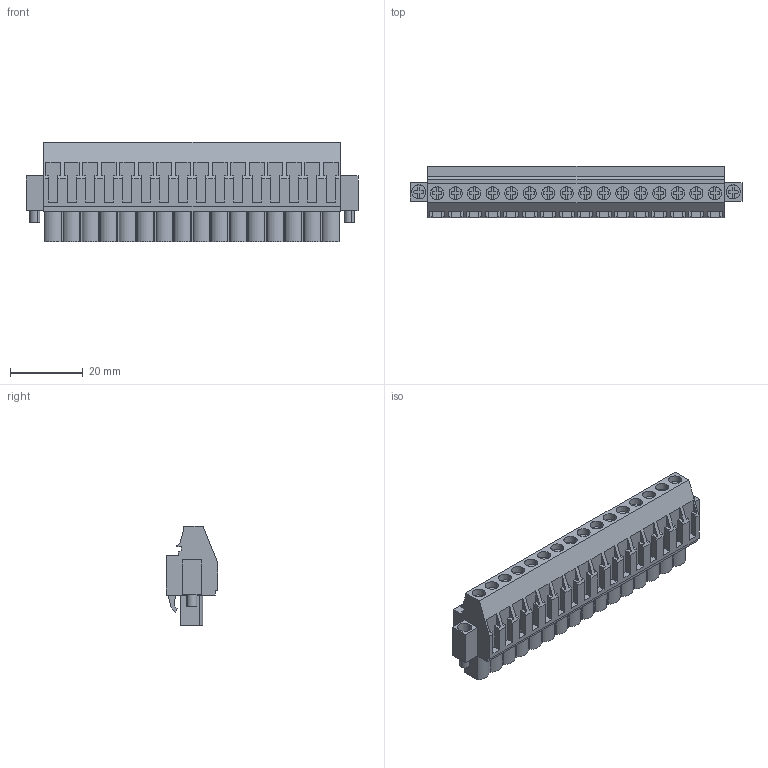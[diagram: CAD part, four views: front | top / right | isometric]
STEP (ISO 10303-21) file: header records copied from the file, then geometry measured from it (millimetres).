
FILE_DESCRIPTION(('CATIA V5 STEP','CAx-IF Rec.Pracs.--- Model Styling and Organization---1.2---2011-12-15'),'2;1');
FILE_NAME ('7246746_2_1950180000_1950180000.stp','2017-09-08T12:21:22+00:00',('none'),('Weidmueller'),'CATIA Version 5-6 Release 2014','CATIA V5 STEP AP214','none');
FILE_SCHEMA(('AUTOMOTIVE_DESIGN { 1 0 10303 214 1 1 1 1 }'));
Length unit declared in the file: millimetre
Products named in the file (1): 1950180000
Bounding box: 91.08 x 14.1 x 27.2 mm (x, y, z)
Volume: 18928.5 mm3; surface area: 11385.7 mm2
Topology: 19 solids, 19 shells, 1100 faces, 3029 edges, 2040 vertices
Faces by surface type: plane 936, cylinder 162, extrusion 2
Entity records: 32030 total; most frequent: ORIENTED_EDGE 6058, CARTESIAN_POINT 5713, DIRECTION 4309, EDGE_CURVE 3029, VECTOR 2631, LINE 2629, VERTEX_POINT 2040, EDGE_LOOP 1177
